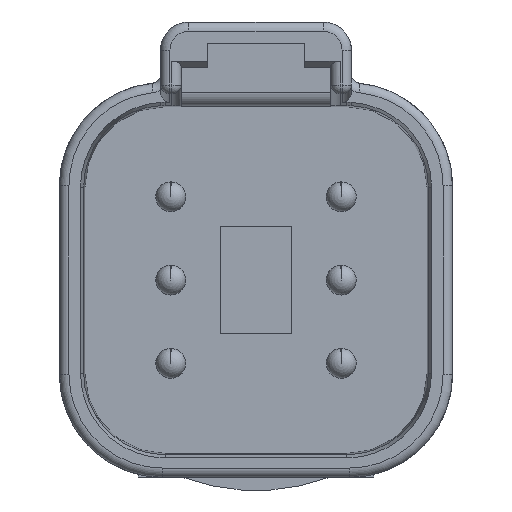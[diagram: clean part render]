
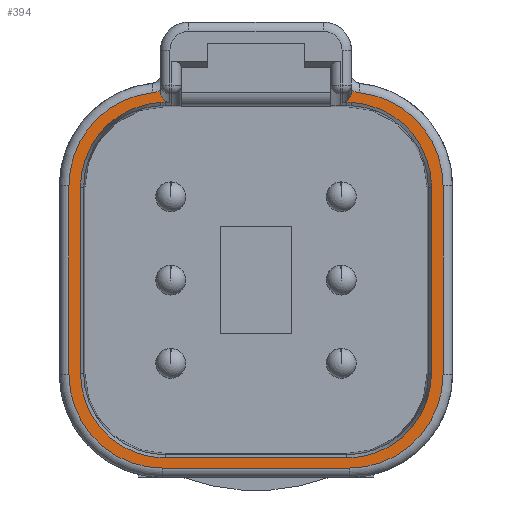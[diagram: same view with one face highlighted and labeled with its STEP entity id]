
A CAD part, front view. The second image highlights one B-rep face of the part: STEP entity #394.
In plain terms, the highlighted planar face has unit normal (0, -1, 0).
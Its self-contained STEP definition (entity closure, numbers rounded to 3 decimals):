
#238=ELLIPSE('',#6372,0.518,0.5);
#239=ELLIPSE('',#6379,0.518,0.5);
#268=PLANE('',#6380);
#394=ADVANCED_FACE('',(#887),#268,.T.);
#887=FACE_OUTER_BOUND('',#1278,.T.);
#1278=EDGE_LOOP('',(#3013,#3014,#3015,#3016,#3017,#3018,#3019,#3020,#3021,
#3022,#3023,#3024,#3025,#3026,#3027,#3028,#3029,#3030,#3031,#3032,#3033,
#3034,#3035,#3036));
#1636=LINE('',#9077,#1980);
#1737=LINE('',#10512,#2081);
#1738=LINE('',#10519,#2082);
#1739=LINE('',#10523,#2083);
#1740=LINE('',#10527,#2084);
#1741=LINE('',#10534,#2085);
#1742=LINE('',#10540,#2086);
#1743=LINE('',#10544,#2087);
#1744=LINE('',#10548,#2088);
#1745=LINE('',#10554,#2089);
#1980=VECTOR('',#7034,1.);
#2081=VECTOR('',#7303,1.);
#2082=VECTOR('',#7308,1.);
#2083=VECTOR('',#7311,1.);
#2084=VECTOR('',#7314,1.);
#2085=VECTOR('',#7321,1.);
#2086=VECTOR('',#7326,1.);
#2087=VECTOR('',#7329,1.);
#2088=VECTOR('',#7332,1.);
#2089=VECTOR('',#7337,1.);
#2382=CIRCLE('',#6366,1.);
#2383=CIRCLE('',#6367,5.);
#2384=CIRCLE('',#6368,5.);
#2385=CIRCLE('',#6369,5.);
#2386=CIRCLE('',#6370,5.);
#2387=CIRCLE('',#6371,1.);
#2388=CIRCLE('',#6373,4.534);
#2389=CIRCLE('',#6374,4.535);
#2390=CIRCLE('',#6375,4.535);
#2391=CIRCLE('',#6376,4.535);
#2392=CIRCLE('',#6377,4.535);
#2393=CIRCLE('',#6378,4.534);
#3013=ORIENTED_EDGE('',*,*,#5400,.F.);
#3014=ORIENTED_EDGE('',*,*,#5401,.T.);
#3015=ORIENTED_EDGE('',*,*,#5402,.T.);
#3016=ORIENTED_EDGE('',*,*,#5403,.T.);
#3017=ORIENTED_EDGE('',*,*,#5404,.T.);
#3018=ORIENTED_EDGE('',*,*,#5405,.T.);
#3019=ORIENTED_EDGE('',*,*,#5406,.T.);
#3020=ORIENTED_EDGE('',*,*,#5407,.T.);
#3021=ORIENTED_EDGE('',*,*,#5408,.T.);
#3022=ORIENTED_EDGE('',*,*,#5409,.T.);
#3023=ORIENTED_EDGE('',*,*,#5188,.F.);
#3024=ORIENTED_EDGE('',*,*,#5410,.F.);
#3025=ORIENTED_EDGE('',*,*,#5411,.T.);
#3026=ORIENTED_EDGE('',*,*,#5412,.T.);
#3027=ORIENTED_EDGE('',*,*,#5413,.T.);
#3028=ORIENTED_EDGE('',*,*,#5414,.T.);
#3029=ORIENTED_EDGE('',*,*,#5415,.T.);
#3030=ORIENTED_EDGE('',*,*,#5416,.T.);
#3031=ORIENTED_EDGE('',*,*,#5417,.T.);
#3032=ORIENTED_EDGE('',*,*,#5418,.T.);
#3033=ORIENTED_EDGE('',*,*,#5419,.T.);
#3034=ORIENTED_EDGE('',*,*,#5420,.T.);
#3035=ORIENTED_EDGE('',*,*,#5421,.T.);
#3036=ORIENTED_EDGE('',*,*,#5422,.T.);
#4629=VERTEX_POINT('',#9078);
#4630=VERTEX_POINT('',#9079);
#4808=VERTEX_POINT('',#10513);
#4809=VERTEX_POINT('',#10514);
#4810=VERTEX_POINT('',#10516);
#4811=VERTEX_POINT('',#10518);
#4812=VERTEX_POINT('',#10520);
#4813=VERTEX_POINT('',#10522);
#4814=VERTEX_POINT('',#10524);
#4815=VERTEX_POINT('',#10526);
#4816=VERTEX_POINT('',#10528);
#4817=VERTEX_POINT('',#10530);
#4818=VERTEX_POINT('',#10533);
#4819=VERTEX_POINT('',#10535);
#4820=VERTEX_POINT('',#10537);
#4821=VERTEX_POINT('',#10539);
#4822=VERTEX_POINT('',#10541);
#4823=VERTEX_POINT('',#10543);
#4824=VERTEX_POINT('',#10545);
#4825=VERTEX_POINT('',#10547);
#4826=VERTEX_POINT('',#10549);
#4827=VERTEX_POINT('',#10551);
#4828=VERTEX_POINT('',#10553);
#4829=VERTEX_POINT('',#10555);
#5188=EDGE_CURVE('',#4629,#4630,#1636,.T.);
#5400=EDGE_CURVE('',#4808,#4809,#1737,.T.);
#5401=EDGE_CURVE('',#4808,#4810,#2382,.T.);
#5402=EDGE_CURVE('',#4810,#4811,#2383,.T.);
#5403=EDGE_CURVE('',#4811,#4812,#1738,.T.);
#5404=EDGE_CURVE('',#4812,#4813,#2384,.T.);
#5405=EDGE_CURVE('',#4813,#4814,#1739,.T.);
#5406=EDGE_CURVE('',#4814,#4815,#2385,.T.);
#5407=EDGE_CURVE('',#4815,#4816,#1740,.T.);
#5408=EDGE_CURVE('',#4816,#4817,#2386,.T.);
#5409=EDGE_CURVE('',#4817,#4630,#2387,.T.);
#5410=EDGE_CURVE('',#4818,#4629,#238,.T.);
#5411=EDGE_CURVE('',#4818,#4819,#1741,.T.);
#5412=EDGE_CURVE('',#4819,#4820,#2388,.T.);
#5413=EDGE_CURVE('',#4820,#4821,#2389,.T.);
#5414=EDGE_CURVE('',#4821,#4822,#1742,.T.);
#5415=EDGE_CURVE('',#4822,#4823,#2390,.T.);
#5416=EDGE_CURVE('',#4823,#4824,#1743,.T.);
#5417=EDGE_CURVE('',#4824,#4825,#2391,.T.);
#5418=EDGE_CURVE('',#4825,#4826,#1744,.T.);
#5419=EDGE_CURVE('',#4826,#4827,#2392,.T.);
#5420=EDGE_CURVE('',#4827,#4828,#2393,.T.);
#5421=EDGE_CURVE('',#4828,#4829,#1745,.T.);
#5422=EDGE_CURVE('',#4829,#4809,#239,.T.);
#6366=AXIS2_PLACEMENT_3D('',#10515,#7304,#7305);
#6367=AXIS2_PLACEMENT_3D('',#10517,#7306,#7307);
#6368=AXIS2_PLACEMENT_3D('',#10521,#7309,#7310);
#6369=AXIS2_PLACEMENT_3D('',#10525,#7312,#7313);
#6370=AXIS2_PLACEMENT_3D('',#10529,#7315,#7316);
#6371=AXIS2_PLACEMENT_3D('',#10531,#7317,#7318);
#6372=AXIS2_PLACEMENT_3D('',#10532,#7319,#7320);
#6373=AXIS2_PLACEMENT_3D('',#10536,#7322,#7323);
#6374=AXIS2_PLACEMENT_3D('',#10538,#7324,#7325);
#6375=AXIS2_PLACEMENT_3D('',#10542,#7327,#7328);
#6376=AXIS2_PLACEMENT_3D('',#10546,#7330,#7331);
#6377=AXIS2_PLACEMENT_3D('',#10550,#7333,#7334);
#6378=AXIS2_PLACEMENT_3D('',#10552,#7335,#7336);
#6379=AXIS2_PLACEMENT_3D('',#10556,#7338,#7339);
#6380=AXIS2_PLACEMENT_3D('',#10557,#7340,#7341);
#7034=DIRECTION('',(0.,0.,1.));
#7303=DIRECTION('',(0.,0.,-1.));
#7304=DIRECTION('',(0.,1.,0.));
#7305=DIRECTION('',(0.,0.,-1.));
#7306=DIRECTION('',(0.,-1.,0.));
#7307=DIRECTION('',(0.,0.,-1.));
#7308=DIRECTION('',(0.,0.,-1.));
#7309=DIRECTION('',(0.,-1.,0.));
#7310=DIRECTION('',(0.,0.,-1.));
#7311=DIRECTION('',(1.,0.,0.));
#7312=DIRECTION('',(0.,-1.,0.));
#7313=DIRECTION('',(0.,0.,-1.));
#7314=DIRECTION('',(0.,0.,1.));
#7315=DIRECTION('',(0.,-1.,0.));
#7316=DIRECTION('',(0.,0.,-1.));
#7317=DIRECTION('',(0.,1.,0.));
#7318=DIRECTION('',(0.,0.,-1.));
#7319=DIRECTION('',(0.,-1.,0.));
#7320=DIRECTION('',(0.,0.,-1.));
#7321=DIRECTION('',(1.,0.,0.));
#7322=DIRECTION('',(0.,1.,0.));
#7323=DIRECTION('',(0.,0.,-1.));
#7324=DIRECTION('',(0.,1.,0.));
#7325=DIRECTION('',(0.,0.,-1.));
#7326=DIRECTION('',(0.,0.,-1.));
#7327=DIRECTION('',(0.,1.,0.));
#7328=DIRECTION('',(0.,0.,-1.));
#7329=DIRECTION('',(-1.,0.,0.));
#7330=DIRECTION('',(0.,1.,0.));
#7331=DIRECTION('',(0.,0.,-1.));
#7332=DIRECTION('',(0.,0.,1.));
#7333=DIRECTION('',(0.,1.,0.));
#7334=DIRECTION('',(0.,0.,-1.));
#7335=DIRECTION('',(0.,1.,0.));
#7336=DIRECTION('',(0.,0.,-1.));
#7337=DIRECTION('',(1.,0.,0.));
#7338=DIRECTION('',(0.,1.,0.));
#7339=DIRECTION('',(0.,0.,-1.));
#7340=DIRECTION('',(0.,-1.,0.));
#7341=DIRECTION('',(0.,0.,-1.));
#9077=CARTESIAN_POINT('',(5.1,0.,-5.05));
#9078=CARTESIAN_POINT('',(5.1,0.,10.027));
#9079=CARTESIAN_POINT('',(5.1,0.,10.154));
#10512=CARTESIAN_POINT('',(-5.1,0.,-5.05));
#10513=CARTESIAN_POINT('',(-5.1,0.,10.154));
#10514=CARTESIAN_POINT('',(-5.1,0.,10.027));
#10515=CARTESIAN_POINT('',(-5.6,0.,11.02));
#10516=CARTESIAN_POINT('',(-5.5,0.,10.025));
#10517=CARTESIAN_POINT('',(-5.,0.,5.05));
#10518=CARTESIAN_POINT('',(-10.,0.,5.05));
#10519=CARTESIAN_POINT('',(-10.,0.,-5.05));
#10520=CARTESIAN_POINT('',(-10.,0.,-5.05));
#10521=CARTESIAN_POINT('',(-5.,0.,-5.05));
#10522=CARTESIAN_POINT('',(-5.,0.,-10.05));
#10523=CARTESIAN_POINT('',(-5.,0.,-10.05));
#10524=CARTESIAN_POINT('',(5.,0.,-10.05));
#10525=CARTESIAN_POINT('',(5.,0.,-5.05));
#10526=CARTESIAN_POINT('',(10.,0.,-5.05));
#10527=CARTESIAN_POINT('',(10.,0.,-5.05));
#10528=CARTESIAN_POINT('',(10.,0.,5.05));
#10529=CARTESIAN_POINT('',(5.,0.,5.05));
#10530=CARTESIAN_POINT('',(5.5,0.,10.025));
#10531=CARTESIAN_POINT('',(5.6,0.,11.02));
#10532=CARTESIAN_POINT('',(4.6,0.,10.027));
#10533=CARTESIAN_POINT('',(4.6,0.,9.509));
#10534=CARTESIAN_POINT('',(-5.,0.,9.509));
#10535=CARTESIAN_POINT('',(4.85,0.,9.509));
#10536=CARTESIAN_POINT('',(4.85,0.,4.975));
#10537=CARTESIAN_POINT('',(5.103,0.,9.503));
#10538=CARTESIAN_POINT('',(4.85,0.,4.975));
#10539=CARTESIAN_POINT('',(9.385,0.,4.975));
#10540=CARTESIAN_POINT('',(9.385,0.,-5.05));
#10541=CARTESIAN_POINT('',(9.385,0.,-4.975));
#10542=CARTESIAN_POINT('',(4.85,0.,-4.975));
#10543=CARTESIAN_POINT('',(4.85,0.,-9.51));
#10544=CARTESIAN_POINT('',(-5.,0.,-9.51));
#10545=CARTESIAN_POINT('',(-4.85,0.,-9.51));
#10546=CARTESIAN_POINT('',(-4.85,0.,-4.975));
#10547=CARTESIAN_POINT('',(-9.385,0.,-4.975));
#10548=CARTESIAN_POINT('',(-9.385,0.,-5.05));
#10549=CARTESIAN_POINT('',(-9.385,0.,4.975));
#10550=CARTESIAN_POINT('',(-4.85,0.,4.975));
#10551=CARTESIAN_POINT('',(-5.103,0.,9.503));
#10552=CARTESIAN_POINT('',(-4.85,0.,4.975));
#10553=CARTESIAN_POINT('',(-4.85,0.,9.509));
#10554=CARTESIAN_POINT('',(-5.,0.,9.509));
#10555=CARTESIAN_POINT('',(-4.6,0.,9.509));
#10556=CARTESIAN_POINT('',(-4.6,0.,10.027));
#10557=CARTESIAN_POINT('',(-5.,0.,-5.05));
